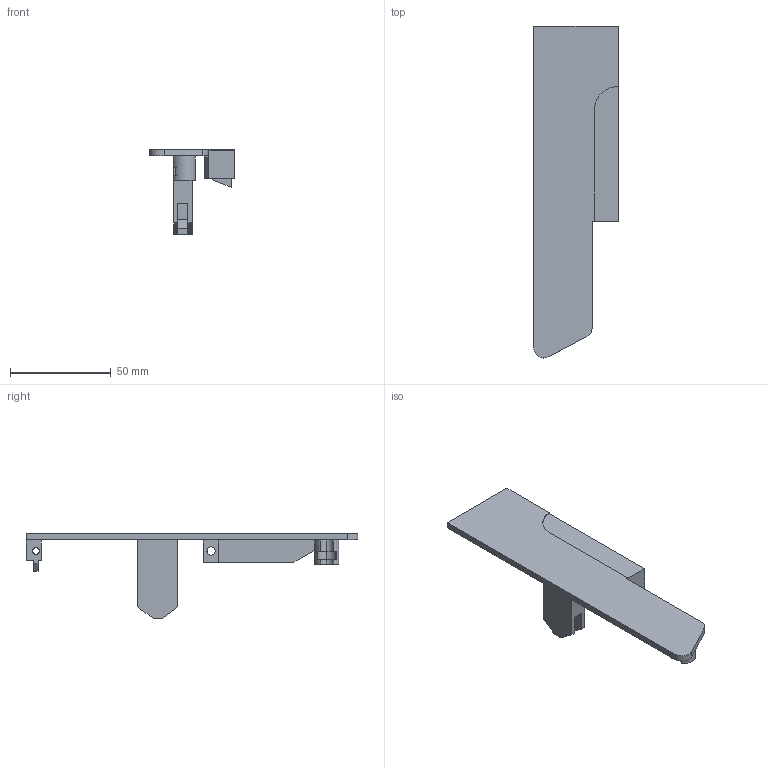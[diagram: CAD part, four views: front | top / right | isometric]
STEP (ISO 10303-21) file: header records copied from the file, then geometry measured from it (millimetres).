
FILE_DESCRIPTION (( 'STEP AP214' ), '1' );
FILE_NAME ('F000372,F000376-RIGHT_3D.step', '2022-10-10T14:00:25', ( '' ), ( '' ), 'SwSTEP 2.0', 'SolidWorks 2020', '' );
FILE_SCHEMA (( 'AUTOMOTIVE_DESIGN' ));
Length unit declared in the file: millimetre
Products named in the file (1): F000372,F000376-RIGHT_3D
Bounding box: 42 x 165 x 42.2 mm (x, y, z)
Volume: 24300.6 mm3; surface area: 19362.1 mm2
Topology: 1 solids, 1 shells, 85 faces, 245 edges, 163 vertices
Faces by surface type: plane 71, cylinder 14
Entity records: 2812 total; most frequent: CARTESIAN_POINT 494, ORIENTED_EDGE 490, DIRECTION 452, EDGE_CURVE 245, LINE 210, VECTOR 210, VERTEX_POINT 163, AXIS2_PLACEMENT_3D 121
